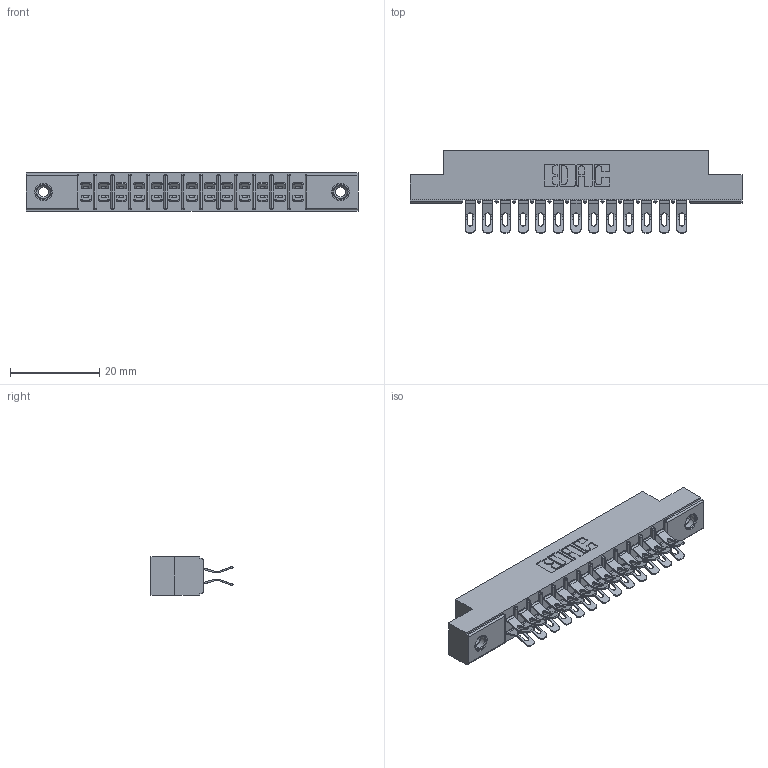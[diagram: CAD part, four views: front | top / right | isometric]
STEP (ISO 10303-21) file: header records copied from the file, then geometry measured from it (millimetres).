
FILE_DESCRIPTION (( 'STEP AP203' ), '1' );
FILE_NAME ('305-026-555-508.STEP', '2019-09-09T15:21:39', ( '' ), ( '' ), 'SwSTEP 2.0', 'SolidWorks 2016', '' );
FILE_SCHEMA (( 'CONFIG_CONTROL_DESIGN' ));
Length unit declared in the file: inch
Products named in the file (4): 305 Part_.156 Dia; 345-250-001_345-250-003-102; 305-290-001_555; 305-026-555-508
Assembly tree (29 placements, depth 2):
  305-026-555-508
    305 Part_.156 Dia
    305-290-001_555  x26
    345-250-001_345-250-003-102  x2
Bounding box: 74.52 x 18.41 x 8.71 mm (x, y, z)
Volume: 4571.6 mm3; surface area: 8987 mm2
Topology: 29 solids, 29 shells, 1892 faces, 5587 edges, 3646 vertices
Faces by surface type: plane 932, cylinder 892, sphere 52, cone 12, torus 4
Entity records: 19415 total; most frequent: CARTESIAN_POINT 3214, ORIENTED_EDGE 3170, DIRECTION 3137, EDGE_CURVE 1585, VECTOR 1227, LINE 1227, VERTEX_POINT 1016, AXIS2_PLACEMENT_3D 955
